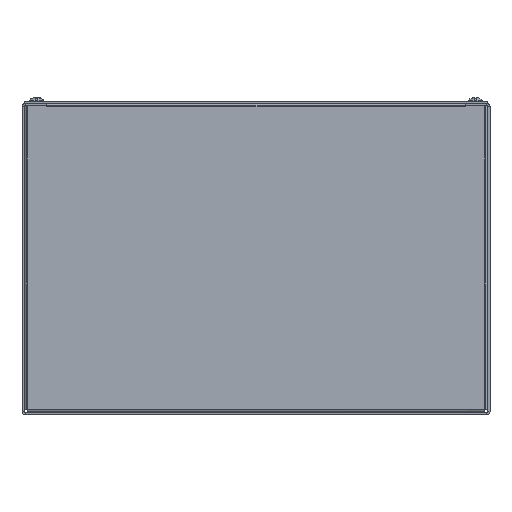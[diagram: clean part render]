
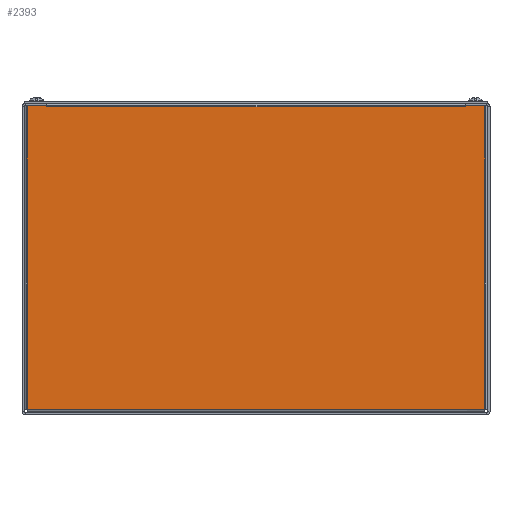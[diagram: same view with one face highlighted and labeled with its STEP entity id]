
A CAD part, front view. The second image highlights one B-rep face of the part: STEP entity #2393.
In plain terms, the highlighted face is planar.
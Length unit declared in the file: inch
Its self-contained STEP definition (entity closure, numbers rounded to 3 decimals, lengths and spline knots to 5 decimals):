
#142=PLANE('',#2580);
#251=LINE('',#3584,#455);
#266=LINE('',#3620,#470);
#269=LINE('',#3627,#473);
#273=LINE('',#3634,#477);
#275=LINE('',#3638,#479);
#276=LINE('',#3640,#480);
#277=LINE('',#3642,#481);
#278=LINE('',#3644,#482);
#279=LINE('',#3646,#483);
#280=LINE('',#3648,#484);
#281=LINE('',#3650,#485);
#282=LINE('',#3651,#486);
#455=VECTOR('',#2940,10.8438);
#470=VECTOR('',#2979,0.0002);
#473=VECTOR('',#2984,0.0158);
#477=VECTOR('',#2990,0.0002);
#479=VECTOR('',#2994,0.0002);
#480=VECTOR('',#2995,0.0002);
#481=VECTOR('',#2996,0.0158);
#482=VECTOR('',#2997,0.4998);
#483=VECTOR('',#2998,7.8594);
#484=VECTOR('',#2999,11.8438);
#485=VECTOR('',#3000,7.8594);
#486=VECTOR('',#3001,0.4998);
#696=FACE_OUTER_BOUND('',#858,.T.);
#858=EDGE_LOOP('',(#1781,#1782,#1783,#1784,#1785,#1786,#1787,#1788,#1789,
#1790,#1791,#1792));
#1093=VERTEX_POINT('',#3581);
#1094=VERTEX_POINT('',#3583);
#1103=VERTEX_POINT('',#3619);
#1105=VERTEX_POINT('',#3625);
#1106=VERTEX_POINT('',#3626);
#1109=VERTEX_POINT('',#3637);
#1110=VERTEX_POINT('',#3639);
#1111=VERTEX_POINT('',#3641);
#1112=VERTEX_POINT('',#3643);
#1113=VERTEX_POINT('',#3645);
#1114=VERTEX_POINT('',#3647);
#1115=VERTEX_POINT('',#3649);
#1326=EDGE_CURVE('',#1094,#1093,#251,.T.);
#1344=EDGE_CURVE('',#1103,#1094,#266,.T.);
#1347=EDGE_CURVE('',#1105,#1106,#269,.T.);
#1351=EDGE_CURVE('',#1106,#1103,#273,.T.);
#1353=EDGE_CURVE('',#1093,#1109,#275,.T.);
#1354=EDGE_CURVE('',#1109,#1110,#276,.T.);
#1355=EDGE_CURVE('',#1110,#1111,#277,.T.);
#1356=EDGE_CURVE('',#1112,#1111,#278,.T.);
#1357=EDGE_CURVE('',#1112,#1113,#279,.T.);
#1358=EDGE_CURVE('',#1113,#1114,#280,.T.);
#1359=EDGE_CURVE('',#1114,#1115,#281,.T.);
#1360=EDGE_CURVE('',#1105,#1115,#282,.T.);
#1781=ORIENTED_EDGE('',*,*,#1347,.T.);
#1782=ORIENTED_EDGE('',*,*,#1351,.T.);
#1783=ORIENTED_EDGE('',*,*,#1344,.T.);
#1784=ORIENTED_EDGE('',*,*,#1326,.T.);
#1785=ORIENTED_EDGE('',*,*,#1353,.T.);
#1786=ORIENTED_EDGE('',*,*,#1354,.T.);
#1787=ORIENTED_EDGE('',*,*,#1355,.T.);
#1788=ORIENTED_EDGE('',*,*,#1356,.F.);
#1789=ORIENTED_EDGE('',*,*,#1357,.T.);
#1790=ORIENTED_EDGE('',*,*,#1358,.T.);
#1791=ORIENTED_EDGE('',*,*,#1359,.T.);
#1792=ORIENTED_EDGE('',*,*,#1360,.F.);
#2393=ADVANCED_FACE('',(#696),#142,.F.);
#2580=AXIS2_PLACEMENT_3D('',#3636,#2992,#2993);
#2940=DIRECTION('',(1.,0.,0.));
#2979=DIRECTION('',(0.,1.,0.));
#2984=DIRECTION('',(0.,-1.,0.));
#2990=DIRECTION('',(1.,0.,0.));
#2992=DIRECTION('center_axis',(0.,0.,1.));
#2993=DIRECTION('ref_axis',(1.,0.,0.));
#2994=DIRECTION('',(0.,-1.,0.));
#2995=DIRECTION('',(1.,0.,0.));
#2996=DIRECTION('',(0.,1.,0.));
#2997=DIRECTION('',(-1.,0.,0.));
#2998=DIRECTION('',(0.,-1.,0.));
#2999=DIRECTION('',(-1.,0.,0.));
#3000=DIRECTION('',(0.,1.,0.));
#3001=DIRECTION('',(-1.,0.,0.));
#3581=CARTESIAN_POINT('',(11.4219,7.9219,0.));
#3583=CARTESIAN_POINT('',(0.5781,7.9219,0.));
#3584=CARTESIAN_POINT('',(3.28905,7.9219,0.));
#3619=CARTESIAN_POINT('',(0.5781,7.9217,0.));
#3620=CARTESIAN_POINT('',(0.5781,5.94523,0.));
#3625=CARTESIAN_POINT('',(0.5779,7.9375,0.));
#3626=CARTESIAN_POINT('',(0.5779,7.9217,0.));
#3627=CARTESIAN_POINT('',(0.5779,5.95313,0.));
#3634=CARTESIAN_POINT('',(3.28895,7.9217,0.));
#3636=CARTESIAN_POINT('Origin',(6.,3.96875,0.));
#3637=CARTESIAN_POINT('',(11.4219,7.9217,0.));
#3638=CARTESIAN_POINT('',(11.4219,5.95313,0.));
#3639=CARTESIAN_POINT('',(11.4221,7.9217,0.));
#3640=CARTESIAN_POINT('',(8.71095,7.9217,0.));
#3641=CARTESIAN_POINT('',(11.4221,7.9375,0.));
#3642=CARTESIAN_POINT('',(11.4221,5.94523,0.));
#3643=CARTESIAN_POINT('',(11.9219,7.9375,0.));
#3644=CARTESIAN_POINT('',(12.,7.9375,0.));
#3645=CARTESIAN_POINT('',(11.9219,0.0781,0.));
#3646=CARTESIAN_POINT('',(11.9219,5.95313,0.));
#3647=CARTESIAN_POINT('',(0.0781,0.0781,0.));
#3648=CARTESIAN_POINT('',(8.96095,0.0781,0.));
#3649=CARTESIAN_POINT('',(0.0781,7.9375,0.));
#3650=CARTESIAN_POINT('',(0.0781,2.02343,0.));
#3651=CARTESIAN_POINT('',(12.,7.9375,0.));
